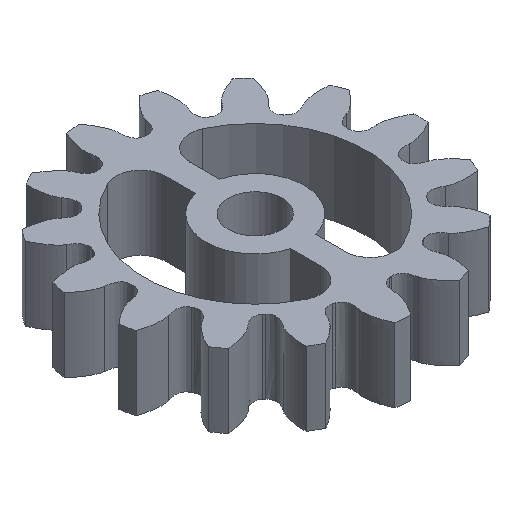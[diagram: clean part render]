
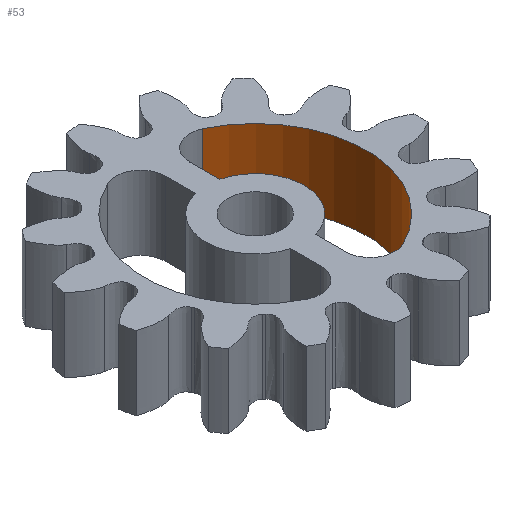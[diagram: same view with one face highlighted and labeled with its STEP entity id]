
A CAD part, isometric view. The second image highlights one B-rep face of the part: STEP entity #53.
In plain terms, the highlighted cylindrical face has radius 9 mm (diameter 18 mm), a partial arc.
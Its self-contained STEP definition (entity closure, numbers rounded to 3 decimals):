
#53=ADVANCED_FACE('',(#200),#202,.F.);
#200=FACE_BOUND('',#201,.T.);
#201=EDGE_LOOP('',(#1060,#1061,#1062,#1063));
#202=CYLINDRICAL_SURFACE('',#203,9.);
#203=AXIS2_PLACEMENT_3D('',#204,#205,#206);
#204=CARTESIAN_POINT('',(0.,0.,0.));
#205=DIRECTION('',(0.,0.,1.));
#206=DIRECTION('',(-1.,0.,0.));
#1060=ORIENTED_EDGE('',*,*,#3470,.F.);
#1061=ORIENTED_EDGE('',*,*,#3353,.F.);
#1062=ORIENTED_EDGE('',*,*,#3471,.F.);
#1063=ORIENTED_EDGE('',*,*,#3452,.F.);
#3353=EDGE_CURVE('',#3755,#3747,#3757,.T.);
#3452=EDGE_CURVE('',#3952,#3955,#3956,.F.);
#3470=EDGE_CURVE('',#3747,#3952,#3984,.T.);
#3471=EDGE_CURVE('',#3955,#3755,#3985,.F.);
#3747=VERTEX_POINT('',#6091);
#3755=VERTEX_POINT('',#6109);
#3757=CIRCLE('',#6114,9.);
#3952=VERTEX_POINT('',#8161);
#3955=VERTEX_POINT('',#8167);
#3956=CIRCLE('',#8168,9.);
#3984=LINE('',#8240,#8241);
#3985=LINE('',#8243,#8244);
#6091=CARTESIAN_POINT('',(3.857,8.132,0.));
#6109=CARTESIAN_POINT('',(3.857,-8.132,0.));
#6114=AXIS2_PLACEMENT_3D('',#6115,#6116,#6117);
#6115=CARTESIAN_POINT('',(0.,0.,0.));
#6116=DIRECTION('',(0.,0.,1.));
#6117=DIRECTION('',(0.429,-0.904,0.));
#8161=CARTESIAN_POINT('',(3.857,8.132,6.));
#8167=CARTESIAN_POINT('',(3.857,-8.132,6.));
#8168=AXIS2_PLACEMENT_3D('',#8169,#8170,#8171);
#8169=CARTESIAN_POINT('',(0.,0.,6.));
#8170=DIRECTION('',(0.,0.,1.));
#8171=DIRECTION('',(0.429,-0.904,0.));
#8240=CARTESIAN_POINT('',(3.857,8.132,0.));
#8241=VECTOR('',#8242,1.);
#8242=DIRECTION('',(0.,0.,1.));
#8243=CARTESIAN_POINT('',(3.857,-8.132,0.));
#8244=VECTOR('',#8245,1.);
#8245=DIRECTION('',(0.,0.,1.));
